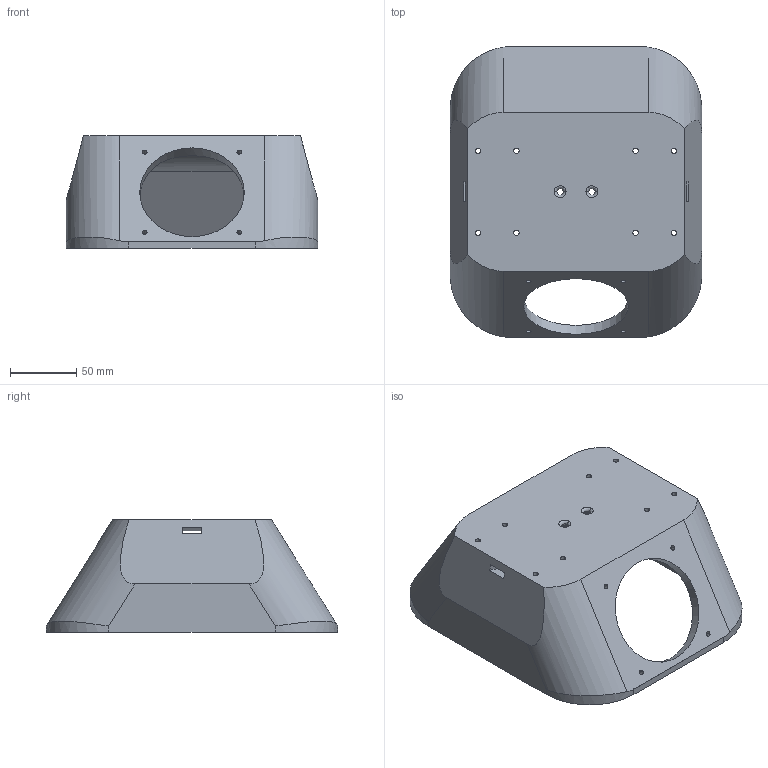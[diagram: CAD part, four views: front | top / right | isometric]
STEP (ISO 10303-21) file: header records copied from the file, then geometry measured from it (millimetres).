
FILE_DESCRIPTION(('CATIA V5 STEP Exchange'),'2;1');
FILE_NAME('HYPERCUBE-EVO-0030_NGEN.stp','2018-08-25T14:06:25+00:00',('none'),('none'),'CATIA Version 5 Release 21 GA (IN-10)','CATIA V5 STEP AP203','none');
FILE_SCHEMA(('CONFIG_CONTROL_DESIGN'));
Length unit declared in the file: millimetre
Products named in the file (1): HYPERCUBE-EVO-0030_NGEN
Bounding box: 190 x 220 x 85 mm (x, y, z)
Volume: 584848.7 mm3; surface area: 147611.9 mm2
Topology: 1 solids, 1 shells, 207 faces, 575 edges, 382 vertices
Faces by surface type: plane 115, cylinder 76, bspline 8, torus 8
Entity records: 8544 total; most frequent: CARTESIAN_POINT 3624, ORIENTED_EDGE 1150, DIRECTION 726, EDGE_CURVE 575, VERTEX_POINT 382, VECTOR 333, LINE 333, AXIS2_PLACEMENT_3D 272
